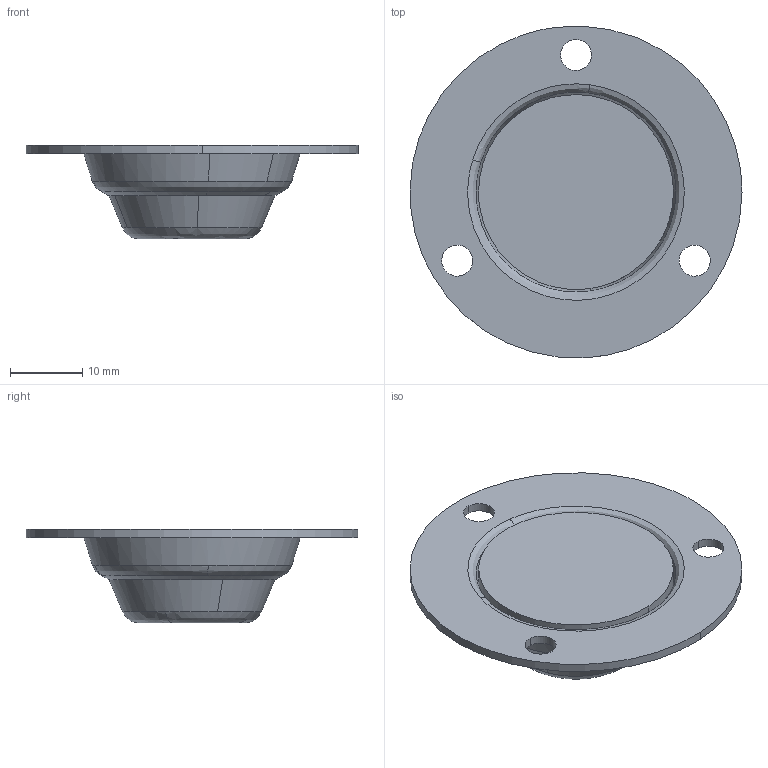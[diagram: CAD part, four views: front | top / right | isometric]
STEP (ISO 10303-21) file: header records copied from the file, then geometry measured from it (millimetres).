
FILE_DESCRIPTION((''),'2;1');
FILE_NAME('','2005-12-15T10:02:00',(''),(''),'','CADfix','');
FILE_SCHEMA(('AUTOMOTIVE_DESIGN'));
Length unit declared in the file: millimetre
Products named in the file (3): rubber foot; bracket; TTK_2713_10716_36
Assembly tree (2 placements, depth 2):
  TTK_2713_10716_36
    rubber foot
    bracket
Bounding box: 46 x 45.94 x 13 mm (x, y, z)
Volume: 7396.8 mm3; surface area: 5188.2 mm2
Topology: 2 solids, 2 shells, 42 faces, 164 edges, 126 vertices
Faces by surface type: bspline 42
Entity records: 2105 total; most frequent: CARTESIAN_POINT 1235, ORIENTED_EDGE 328, EDGE_CURVE 164, VERTEX_POINT 126, EDGE_LOOP 50, FACE_OUTER_BOUND 42, ADVANCED_FACE 42, QUASI_UNIFORM_CURVE 28
